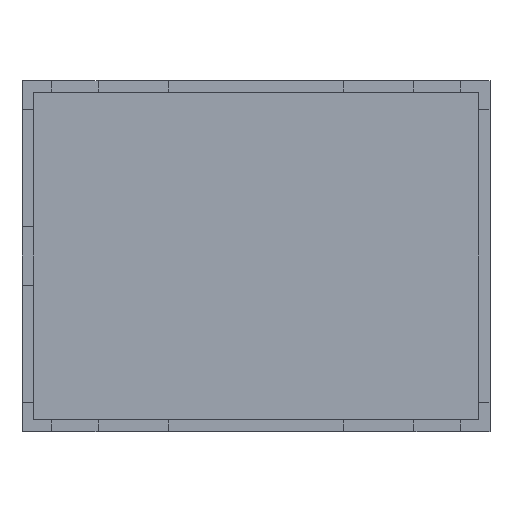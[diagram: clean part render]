
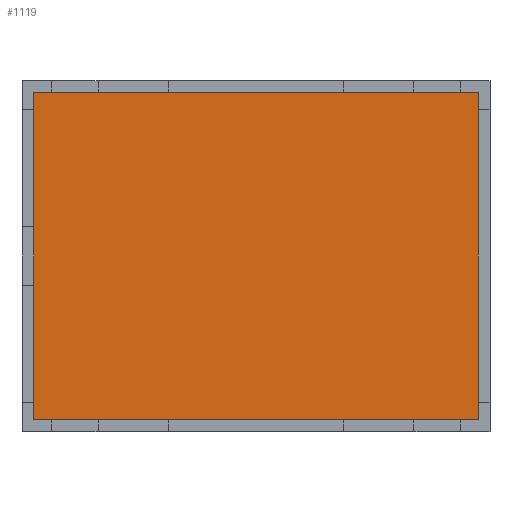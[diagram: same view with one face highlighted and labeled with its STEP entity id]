
A CAD part, front view. The second image highlights one B-rep face of the part: STEP entity #1119.
In plain terms, the highlighted planar face has unit normal (0, -1, 0).
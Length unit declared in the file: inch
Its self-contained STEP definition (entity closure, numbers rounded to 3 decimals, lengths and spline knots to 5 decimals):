
#33=FACE_OUTER_BOUND('',#92,.T.);
#92=EDGE_LOOP('',(#761,#762,#763,#764));
#171=LINE('',#1586,#327);
#177=LINE('',#1598,#333);
#178=LINE('',#1600,#334);
#179=LINE('',#1601,#335);
#327=VECTOR('',#1274,0.56);
#333=VECTOR('',#1282,0.76);
#334=VECTOR('',#1283,0.56);
#335=VECTOR('',#1284,0.76);
#483=VERTEX_POINT('',#1583);
#484=VERTEX_POINT('',#1585);
#489=VERTEX_POINT('',#1597);
#490=VERTEX_POINT('',#1599);
#591=EDGE_CURVE('',#483,#484,#171,.T.);
#597=EDGE_CURVE('',#489,#483,#177,.T.);
#598=EDGE_CURVE('',#490,#489,#178,.T.);
#599=EDGE_CURVE('',#484,#490,#179,.T.);
#761=ORIENTED_EDGE('',*,*,#597,.F.);
#762=ORIENTED_EDGE('',*,*,#598,.F.);
#763=ORIENTED_EDGE('',*,*,#599,.F.);
#764=ORIENTED_EDGE('',*,*,#591,.F.);
#1064=PLANE('',#1180);
#1119=ADVANCED_FACE('',(#33),#1064,.F.);
#1180=AXIS2_PLACEMENT_3D('',#1596,#1280,#1281);
#1274=DIRECTION('',(0.,0.,1.));
#1280=DIRECTION('center_axis',(0.,1.,0.));
#1281=DIRECTION('ref_axis',(0.,0.,1.));
#1282=DIRECTION('',(-1.,0.,0.));
#1283=DIRECTION('',(0.,0.,-1.));
#1284=DIRECTION('',(1.,0.,0.));
#1583=CARTESIAN_POINT('',(-0.38,0.016,-0.28));
#1585=CARTESIAN_POINT('',(-0.38,0.016,0.28));
#1586=CARTESIAN_POINT('',(-0.38,0.016,-0.28));
#1596=CARTESIAN_POINT('Origin',(0.,0.016,0.));
#1597=CARTESIAN_POINT('',(0.38,0.016,-0.28));
#1598=CARTESIAN_POINT('',(0.38,0.016,-0.28));
#1599=CARTESIAN_POINT('',(0.38,0.016,0.28));
#1600=CARTESIAN_POINT('',(0.38,0.016,0.28));
#1601=CARTESIAN_POINT('',(-0.38,0.016,0.28));
